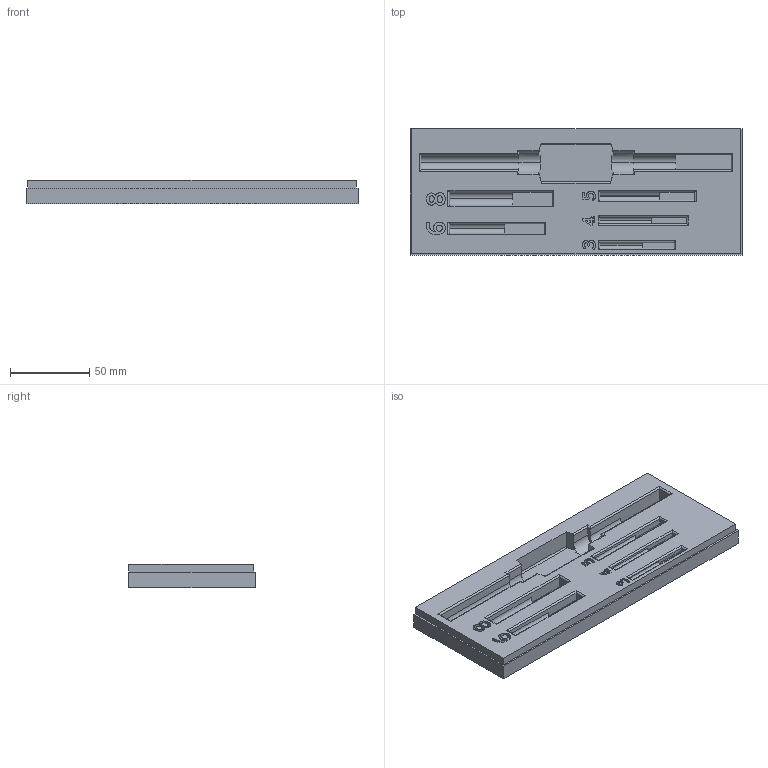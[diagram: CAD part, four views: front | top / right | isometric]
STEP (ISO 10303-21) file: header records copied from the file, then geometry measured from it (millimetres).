
FILE_DESCRIPTION(('FreeCAD Model'),'2;1');
FILE_NAME('tap_case.step', '2020-07-06T14:30:17',('Author'),(''), 'Open CASCADE STEP processor 7.4','FreeCAD','Unknown');
FILE_SCHEMA(('AUTOMOTIVE_DESIGN { 1 0 10303 214 1 1 1 1 }'));
Length unit declared in the file: millimetre
Products named in the file (1): Cut004
Bounding box: 210 x 80 x 15 mm (x, y, z)
Volume: 206018.9 mm3; surface area: 51916.2 mm2
Topology: 1 solids, 1 shells, 299 faces, 804 edges, 522 vertices
Faces by surface type: extrusion 125, plane 120, cylinder 54
Entity records: 10488 total; most frequent: CARTESIAN_POINT 2376, ORIENTED_EDGE 1608, DIRECTION 1113, EDGE_CURVE 804, VECTOR 595, VERTEX_POINT 522, LINE 470, B_SPLINE_CURVE_WITH_KNOTS 375
